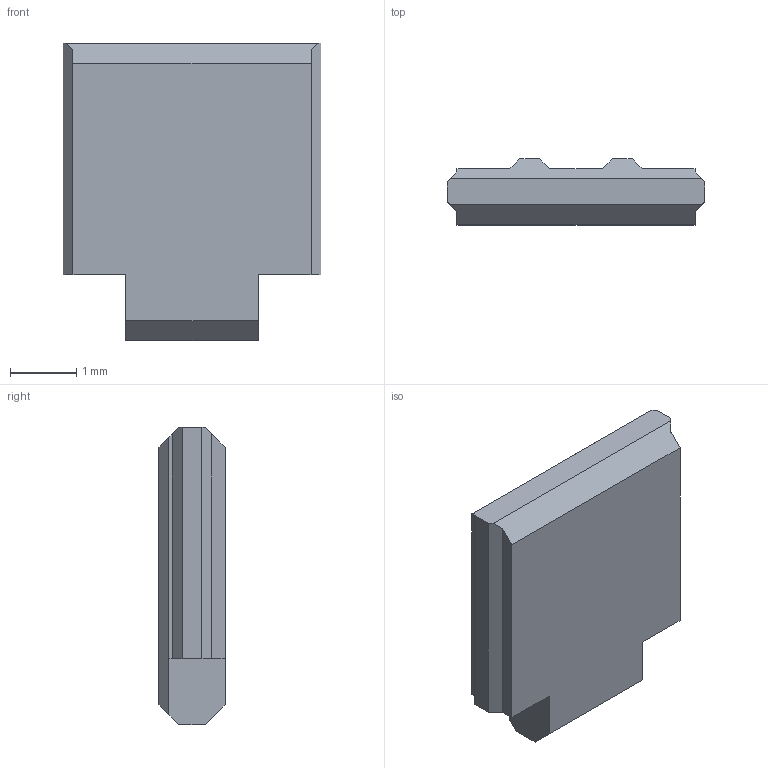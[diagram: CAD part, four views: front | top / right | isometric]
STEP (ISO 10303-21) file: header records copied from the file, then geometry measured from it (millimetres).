
FILE_DESCRIPTION(('FreeCAD Model'),'2;1');
FILE_NAME('Open CASCADE Shape Model','2024-03-20T07:17:38',('FreeCAD'),( 'FreeCAD'),'Open CASCADE STEP processor 7.6','FreeCAD','Unknown');
FILE_SCHEMA(('AUTOMOTIVE_DESIGN { 1 0 10303 214 1 1 1 1 }'));
Length unit declared in the file: millimetre
Products named in the file (1): Open CASCADE STEP translator 7.6 1
Bounding box: 3.9 x 1 x 4.5 mm (x, y, z)
Volume: 13.1 mm3; surface area: 43.5 mm2
Topology: 1 solids, 1 shells, 30 faces, 82 edges, 54 vertices
Faces by surface type: plane 30
Entity records: 940 total; most frequent: CARTESIAN_POINT 167, ORIENTED_EDGE 164, DIRECTION 144, EDGE_CURVE 82, LINE 82, VECTOR 82, VERTEX_POINT 54, AXIS2_PLACEMENT_3D 31
